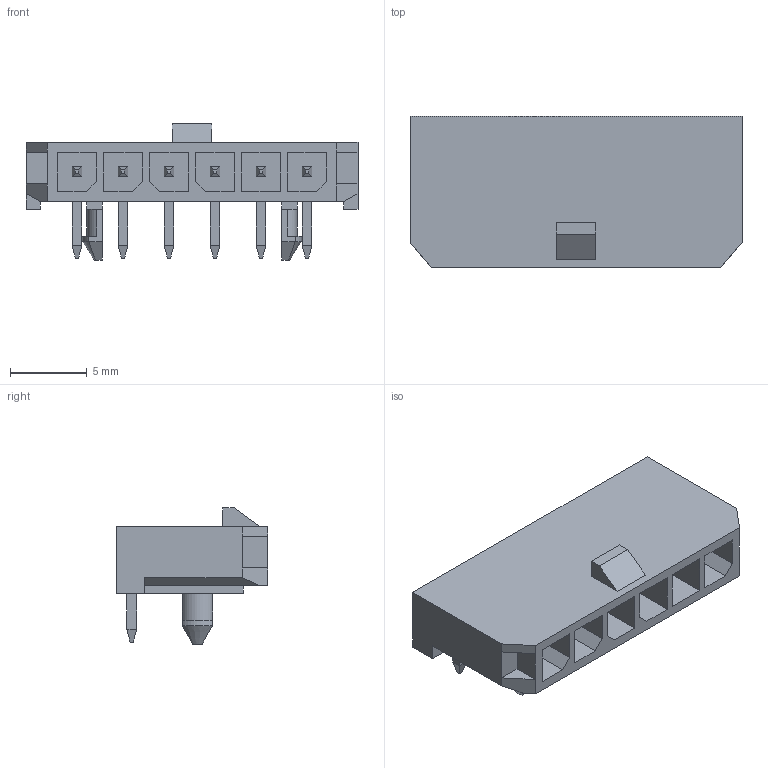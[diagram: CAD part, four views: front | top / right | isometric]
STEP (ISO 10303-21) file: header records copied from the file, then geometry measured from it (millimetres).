
FILE_DESCRIPTION(/* description */ (''),/* implementation_level */ '2;1');
FILE_NAME(/* name */ '436500600wbm000_01_214.stp',/* time_stamp */ '2022-06-14T10:11:13+06:00',/* author */ (''),/* organization */ (''),/* preprocessor_version */ 'ST-DEVELOPER v16.7',/* originating_system */ 'SIEMENS PLM Software NX 1919',/* authorisation */ '');
FILE_SCHEMA (('AUTOMOTIVE_DESIGN { 1 0 10303 214 3 1 1 1 }'));
Length unit declared in the file: millimetre
Products named in the file (1): 436500600wbm000_01
Bounding box: 21.64 x 9.9 x 8.87 mm (x, y, z)
Volume: 602 mm3; surface area: 1222.8 mm2
Topology: 1 solids, 1 shells, 206 faces, 485 edges, 302 vertices
Faces by surface type: plane 200, cylinder 4, cone 2
Entity records: 5753 total; most frequent: CARTESIAN_POINT 1022, ORIENTED_EDGE 970, DIRECTION 907, EDGE_CURVE 485, LINE 469, VECTOR 469, VERTEX_POINT 302, EDGE_LOOP 227
